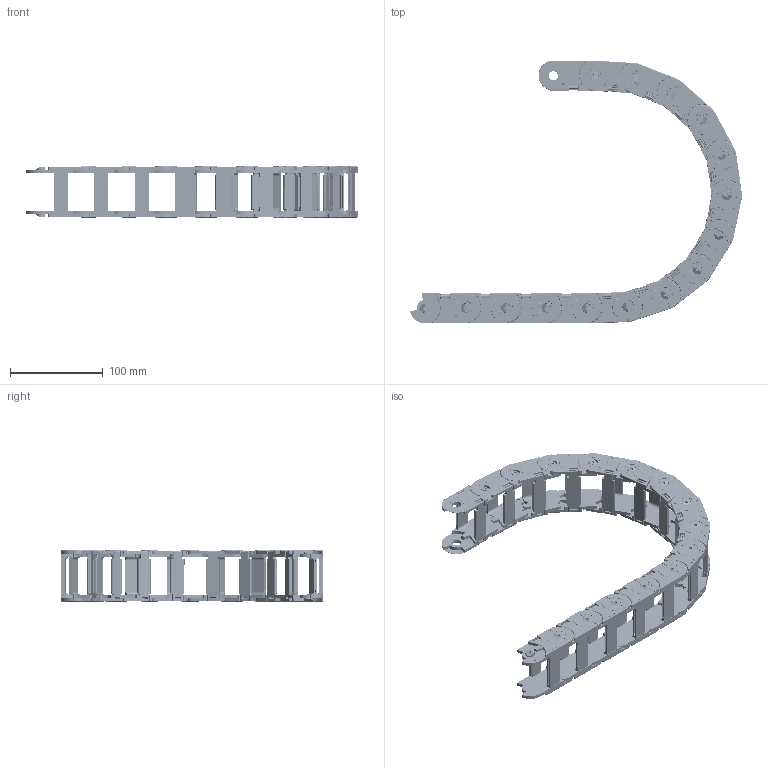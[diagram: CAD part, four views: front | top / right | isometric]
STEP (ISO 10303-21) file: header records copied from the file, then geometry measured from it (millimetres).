
FILE_DESCRIPTION (( 'STEP AP214' ), '1' );
FILE_NAME ('CK24-A040-R250-J.STEP', '2019-09-02T14:49:01', ( '' ), ( '' ), 'SwSTEP 2.0', 'SolidWorks 2017', '' );
FILE_SCHEMA (( 'AUTOMOTIVE_DESIGN' ));
Length unit declared in the file: millimetre
Products named in the file (2): CK24-A025-R040; CK24-A040-R250-J
Assembly tree (15 placements, depth 2):
  CK24-A040-R250-J
    CK24-A025-R040  x15
Bounding box: 357.08 x 282.5 x 55 mm (x, y, z)
Volume: 321612.5 mm3; surface area: 217822.4 mm2
Topology: 30 solids, 30 shells, 8955 faces, 22695 edges, 13980 vertices
Faces by surface type: plane 3855, cylinder 2580, bspline 1245, torus 855, sphere 420
Entity records: 22161 total; most frequent: CARTESIAN_POINT 8089, ORIENTED_EDGE 2994, DIRECTION 2803, EDGE_CURVE 1497, AXIS2_PLACEMENT_3D 962, VERTEX_POINT 932, VECTOR 879, LINE 879
